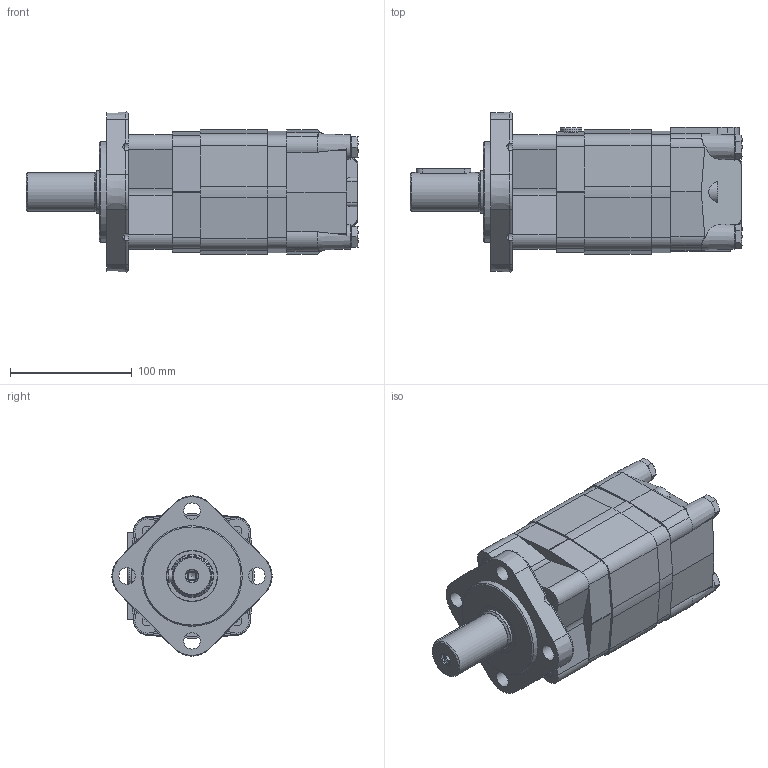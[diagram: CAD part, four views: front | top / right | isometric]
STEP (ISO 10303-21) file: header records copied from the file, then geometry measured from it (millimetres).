
FILE_DESCRIPTION(/* description */ ('STEP AP214'),/* implementation_level */ '2;1');
FILE_NAME(/* name */ 'MS315C_4',/* time_stamp */ '2023-04-04T20:42:03+02:00',/* author */ ('License CC BY-ND 4.0'),/* organization */ ('CADENAS'),/* preprocessor_version */ 'ST-DEVELOPER v19.3',/* originating_system */ 'PARTsolutions',/* authorisation */ ' ');
FILE_SCHEMA (('AUTOMOTIVE_DESIGN {1 0 10303 214 3 1 1}'));
Length unit declared in the file: millimetre
Products named in the file (8): MS315C/4; MSC; Hexagon bolt DIN 931-1 M10x1810; MS-P; MSVP; MS315-D; MSSP; MS-MF
Assembly tree (10 placements, depth 2):
  MS315C/4
    MSC
    Hexagon bolt DIN 931-1 M10x1810  x4
    MS-P
    MSVP
    MS315-D
    MSSP
    MS-MF
Bounding box: 272.2 x 131.31 x 131.31 mm (x, y, z)
Volume: 1895319 mm3; surface area: 235823.6 mm2
Topology: 10 solids, 10 shells, 394 faces, 1008 edges, 654 vertices
Faces by surface type: plane 174, cylinder 135, cone 70, torus 15
Full cylindrical faces by diameter (mm): 2.2 x4, 6.647 x1, 8.376 x6, 10 x5, 10.1 x6, 10.2 x4, 10.5 x8, 10.8 x4, 13.5 x4, 16 x4, 16.9 x1, 18 x1, 18.631 x2, 21 x1, 22 x4, 32 x1, 35 x1, 35.2 x1, 42 x1, 82.5 x1
Entity records: 10339 total; most frequent: CARTESIAN_POINT 2133, DIRECTION 1674, ORIENTED_EDGE 1548, EDGE_CURVE 774, AXIS2_PLACEMENT_3D 665, VERTEX_POINT 562, FACE_BOUND 490, EDGE_LOOP 481
